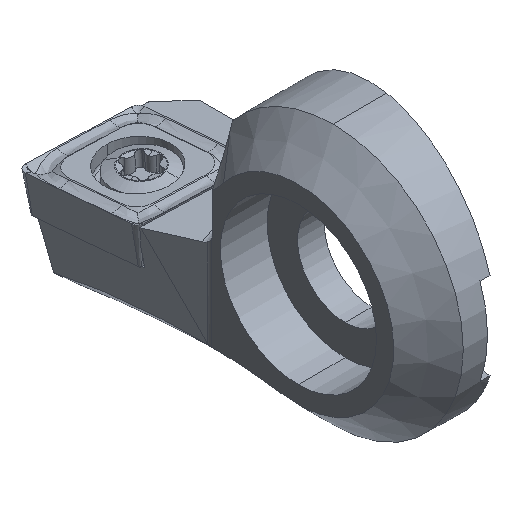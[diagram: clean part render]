
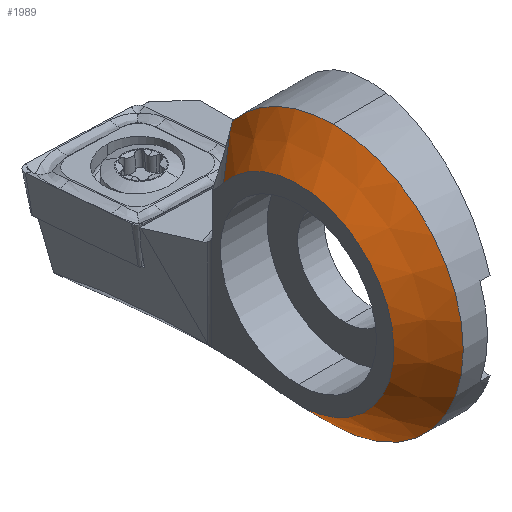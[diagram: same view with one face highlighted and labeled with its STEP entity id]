
A CAD part, isometric view. The second image highlights one B-rep face of the part: STEP entity #1989.
In plain terms, the highlighted conical face has half-angle 45 degrees and reference radius 7.5 mm.
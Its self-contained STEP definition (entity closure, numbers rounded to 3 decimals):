
#10 = DIRECTION ( 'NONE',  ( 0., -1., 0. ) ) ;
#116 = DIRECTION ( 'NONE',  ( -0.707, -0.553, -0.44 ) ) ;
#131 = CARTESIAN_POINT ( 'NONE',  ( -4.25, 0., 0. ) ) ;
#223 = CIRCLE ( 'NONE', #437, 7.5 ) ;
#285 = CARTESIAN_POINT ( 'NONE',  ( -2.25, 0., 0. ) ) ;
#437 = AXIS2_PLACEMENT_3D ( 'NONE', #3826, #2810, #10 ) ;
#609 = EDGE_LOOP ( 'NONE', ( #1475, #1703, #4423, #1569, #1343, #1400, #3675 ) ) ;
#652 = EDGE_CURVE ( 'NONE', #947, #1723, #1854, .T. ) ;
#657 = VERTEX_POINT ( 'NONE', #2597 ) ;
#685 = CARTESIAN_POINT ( 'NONE',  ( -4.25, 4.304, 3.424 ) ) ;
#750 = VERTEX_POINT ( 'NONE', #3348 ) ;
#759 = CARTESIAN_POINT ( 'NONE',  ( -2.25, 5.797, 4.759 ) ) ;
#784 = DIRECTION ( 'NONE',  ( 1., 0., 0. ) ) ;
#832 = DIRECTION ( 'NONE',  ( -1., 0., 0. ) ) ;
#844 = AXIS2_PLACEMENT_3D ( 'NONE', #3684, #3062, #3341 ) ;
#947 = VERTEX_POINT ( 'NONE', #2761 ) ;
#962 = VECTOR ( 'NONE', #1211, 1000. ) ;
#1005 = VERTEX_POINT ( 'NONE', #2867 ) ;
#1046 = CIRCLE ( 'NONE', #1828, 7.5 ) ;
#1130 = CIRCLE ( 'NONE', #844, 7.5 ) ;
#1131 = CARTESIAN_POINT ( 'NONE',  ( -2.25, 5.797, 4.759 ) ) ;
#1211 = DIRECTION ( 'NONE',  ( -0.707, -0.098, 0.7 ) ) ;
#1343 = ORIENTED_EDGE ( 'NONE', *, *, #2004, .F. ) ;
#1347 = CONICAL_SURFACE ( 'NONE', #1645, 7.5, 0.785 ) ;
#1363 = DIRECTION ( 'NONE',  ( -1., 0., 0. ) ) ;
#1400 = ORIENTED_EDGE ( 'NONE', *, *, #652, .T. ) ;
#1474 = DIRECTION ( 'NONE',  ( 0., 1., 0. ) ) ;
#1475 = ORIENTED_EDGE ( 'NONE', *, *, #3756, .F. ) ;
#1569 = ORIENTED_EDGE ( 'NONE', *, *, #3374, .T. ) ;
#1626 = AXIS2_PLACEMENT_3D ( 'NONE', #131, #832, #4015 ) ;
#1645 = AXIS2_PLACEMENT_3D ( 'NONE', #2935, #784, #1474 ) ;
#1703 = ORIENTED_EDGE ( 'NONE', *, *, #1873, .T. ) ;
#1723 = VERTEX_POINT ( 'NONE', #685 ) ;
#1828 = AXIS2_PLACEMENT_3D ( 'NONE', #285, #1363, #2385 ) ;
#1854 = LINE ( 'NONE', #4332, #2405 ) ;
#1873 = EDGE_CURVE ( 'NONE', #657, #750, #223, .T. ) ;
#1989 = ADVANCED_FACE ( 'NONE', ( #3345 ), #1347, .T. ) ;
#2004 = EDGE_CURVE ( 'NONE', #947, #4173, #2471, .T. ) ;
#2150 = CARTESIAN_POINT ( 'NONE',  ( -2.355, 5.736, 4.667 ) ) ;
#2385 = DIRECTION ( 'NONE',  ( 0., -1., 0. ) ) ;
#2405 = VECTOR ( 'NONE', #116, 1000. ) ;
#2471 = B_SPLINE_CURVE_WITH_KNOTS ( 'NONE', 3,
 ( #3614, #3892, #2150, #759 ),
 .UNSPECIFIED., .F., .F.,
 ( 4, 4 ),
 ( 0.003, 0.003 ),
 .UNSPECIFIED. ) ;
#2597 = CARTESIAN_POINT ( 'NONE',  ( -2.25, 1.044, -7.427 ) ) ;
#2685 = LINE ( 'NONE', #3357, #962 ) ;
#2734 = VERTEX_POINT ( 'NONE', #4488 ) ;
#2761 = CARTESIAN_POINT ( 'NONE',  ( -2.563, 5.625, 4.474 ) ) ;
#2810 = DIRECTION ( 'NONE',  ( -1., 0., 0. ) ) ;
#2867 = CARTESIAN_POINT ( 'NONE',  ( -4.25, 0.765, -5.446 ) ) ;
#2924 = CIRCLE ( 'NONE', #1626, 5.5 ) ;
#2935 = CARTESIAN_POINT ( 'NONE',  ( -2.25, 0., 0. ) ) ;
#3062 = DIRECTION ( 'NONE',  ( -1., 0., 0. ) ) ;
#3173 = EDGE_CURVE ( 'NONE', #1005, #1723, #2924, .T. ) ;
#3341 = DIRECTION ( 'NONE',  ( 0., -1., 0. ) ) ;
#3345 = FACE_OUTER_BOUND ( 'NONE', #609, .T. ) ;
#3348 = CARTESIAN_POINT ( 'NONE',  ( -2.25, 0., -7.5 ) ) ;
#3357 = CARTESIAN_POINT ( 'NONE',  ( -5.516, 0.589, -4.193 ) ) ;
#3374 = EDGE_CURVE ( 'NONE', #2734, #4173, #1130, .T. ) ;
#3614 = CARTESIAN_POINT ( 'NONE',  ( -2.563, 5.625, 4.474 ) ) ;
#3675 = ORIENTED_EDGE ( 'NONE', *, *, #3173, .F. ) ;
#3684 = CARTESIAN_POINT ( 'NONE',  ( -2.25, 0., 0. ) ) ;
#3756 = EDGE_CURVE ( 'NONE', #657, #1005, #2685, .T. ) ;
#3826 = CARTESIAN_POINT ( 'NONE',  ( -2.25, 0., 0. ) ) ;
#3892 = CARTESIAN_POINT ( 'NONE',  ( -2.459, 5.679, 4.572 ) ) ;
#4015 = DIRECTION ( 'NONE',  ( 0., 1., 0. ) ) ;
#4173 = VERTEX_POINT ( 'NONE', #1131 ) ;
#4332 = CARTESIAN_POINT ( 'NONE',  ( -4.516, 4.096, 3.258 ) ) ;
#4423 = ORIENTED_EDGE ( 'NONE', *, *, #4482, .T. ) ;
#4482 = EDGE_CURVE ( 'NONE', #750, #2734, #1046, .T. ) ;
#4488 = CARTESIAN_POINT ( 'NONE',  ( -2.25, 0., 7.5 ) ) ;
